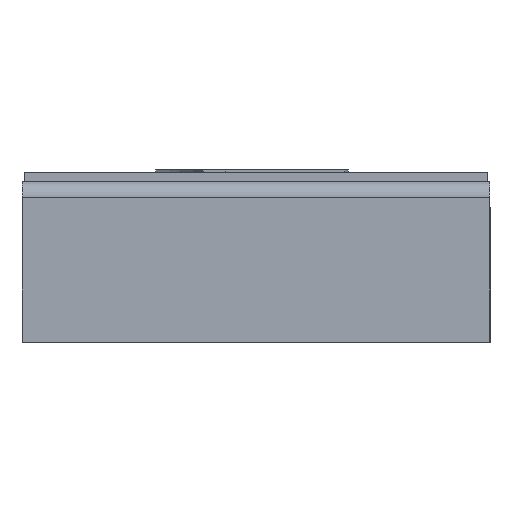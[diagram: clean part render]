
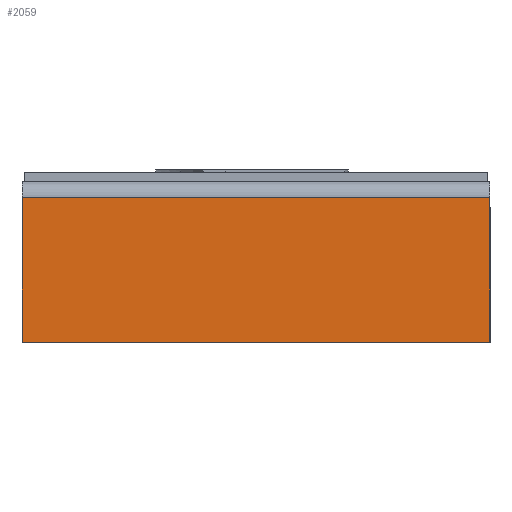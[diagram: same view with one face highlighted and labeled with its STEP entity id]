
A CAD part, left-side view. The second image highlights one B-rep face of the part: STEP entity #2059.
In plain terms, the highlighted planar face has unit normal (-1, 0, 0).
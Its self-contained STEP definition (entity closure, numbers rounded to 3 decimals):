
#245=PLANE('',#2198);
#295=FACE_OUTER_BOUND('',#415,.T.);
#415=EDGE_LOOP('',(#1457,#1458,#1459,#1460));
#534=LINE('',#2539,#709);
#542=LINE('',#2555,#717);
#554=LINE('',#2580,#729);
#557=LINE('',#2584,#732);
#709=VECTOR('',#2252,10.);
#717=VECTOR('',#2262,10.);
#729=VECTOR('',#2286,10.);
#732=VECTOR('',#2291,10.);
#887=VERTEX_POINT('',#2532);
#890=VERTEX_POINT('',#2537);
#897=VERTEX_POINT('',#2553);
#904=VERTEX_POINT('',#2579);
#1101=EDGE_CURVE('',#890,#887,#534,.T.);
#1109=EDGE_CURVE('',#897,#890,#542,.T.);
#1121=EDGE_CURVE('',#904,#887,#554,.T.);
#1124=EDGE_CURVE('',#897,#904,#557,.T.);
#1457=ORIENTED_EDGE('',*,*,#1101,.F.);
#1458=ORIENTED_EDGE('',*,*,#1109,.F.);
#1459=ORIENTED_EDGE('',*,*,#1124,.T.);
#1460=ORIENTED_EDGE('',*,*,#1121,.T.);
#2059=ADVANCED_FACE('',(#295),#245,.T.);
#2198=AXIS2_PLACEMENT_3D('',#2583,#2289,#2290);
#2252=DIRECTION('',(0.,-1.,0.));
#2262=DIRECTION('',(0.,0.,1.));
#2286=DIRECTION('',(0.,0.,1.));
#2289=DIRECTION('center_axis',(-1.,0.,0.));
#2290=DIRECTION('ref_axis',(0.,-1.,0.));
#2291=DIRECTION('',(0.,-1.,0.));
#2532=CARTESIAN_POINT('',(-1.6,-0.8,0.495));
#2537=CARTESIAN_POINT('',(-1.6,0.8,0.495));
#2539=CARTESIAN_POINT('',(-1.6,0.4,0.495));
#2553=CARTESIAN_POINT('',(-1.6,0.8,0.));
#2555=CARTESIAN_POINT('',(-1.6,0.8,0.));
#2579=CARTESIAN_POINT('',(-1.6,-0.8,0.));
#2580=CARTESIAN_POINT('',(-1.6,-0.8,0.));
#2583=CARTESIAN_POINT('Origin',(-1.6,0.8,0.));
#2584=CARTESIAN_POINT('',(-1.6,0.8,0.));
